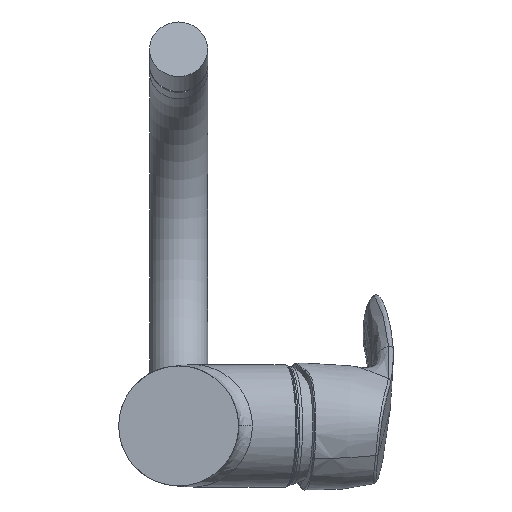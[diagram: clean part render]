
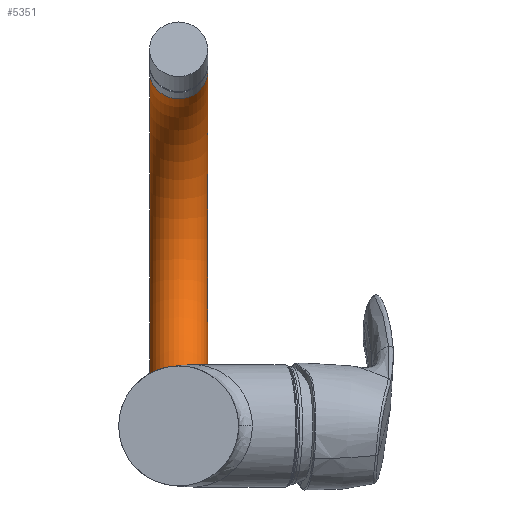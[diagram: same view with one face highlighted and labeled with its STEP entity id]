
A CAD part, front view. The second image highlights one B-rep face of the part: STEP entity #5351.
In plain terms, the highlighted toroidal (fillet/blend) face has major radius 71.63 mm and minor radius 11.4 mm.
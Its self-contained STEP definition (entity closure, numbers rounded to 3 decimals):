
#92 = CARTESIAN_POINT ( 'NONE',  ( 0., 198.87, -11.4 ) ) ;
#444 = CIRCLE ( 'NONE', #7706, 11.4 ) ;
#1416 = TOROIDAL_SURFACE ( 'NONE', #10584, 71.63, 11.4 ) ;
#1756 = DIRECTION ( 'NONE',  ( 0., 1., 0. ) ) ;
#2225 = FACE_OUTER_BOUND ( 'NONE', #2526, .T. ) ;
#2289 = DIRECTION ( 'NONE',  ( 0., 0.94, -0.342 ) ) ;
#2526 = EDGE_LOOP ( 'NONE', ( #3300 ) ) ;
#2622 = ORIENTED_EDGE ( 'NONE', *, *, #9797, .T. ) ;
#3135 = DIRECTION ( 'NONE',  ( 0., -1., 0. ) ) ;
#3300 = ORIENTED_EDGE ( 'NONE', *, *, #3735, .F. ) ;
#3735 = EDGE_CURVE ( 'NONE', #10810, #10810, #444, .T. ) ;
#4002 = CIRCLE ( 'NONE', #6520, 11.4 ) ;
#4371 = EDGE_LOOP ( 'NONE', ( #2622 ) ) ;
#4475 = CARTESIAN_POINT ( 'NONE',  ( 0., 227.268, 149.652 ) ) ;
#5351 = ADVANCED_FACE ( 'NONE', ( #8342, #2225 ), #1416, .T. ) ;
#6190 = CARTESIAN_POINT ( 'NONE',  ( 0., 198.87, 71.63 ) ) ;
#6520 = AXIS2_PLACEMENT_3D ( 'NONE', #7613, #2289, #8519 ) ;
#7071 = DIRECTION ( 'NONE',  ( -1., 0., 0. ) ) ;
#7613 = CARTESIAN_POINT ( 'NONE',  ( 0., 223.369, 138.94 ) ) ;
#7706 = AXIS2_PLACEMENT_3D ( 'NONE', #8482, #3135, #9386 ) ;
#8342 = FACE_OUTER_BOUND ( 'NONE', #4371, .T. ) ;
#8482 = CARTESIAN_POINT ( 'NONE',  ( 0., 198.87, 0. ) ) ;
#8519 = DIRECTION ( 'NONE',  ( 0., 0.342, 0.94 ) ) ;
#9386 = DIRECTION ( 'NONE',  ( 0., 0., -1. ) ) ;
#9797 = EDGE_CURVE ( 'NONE', #10265, #10265, #4002, .T. ) ;
#10265 = VERTEX_POINT ( 'NONE', #4475 ) ;
#10584 = AXIS2_PLACEMENT_3D ( 'NONE', #6190, #7071, #1756 ) ;
#10810 = VERTEX_POINT ( 'NONE', #92 ) ;
